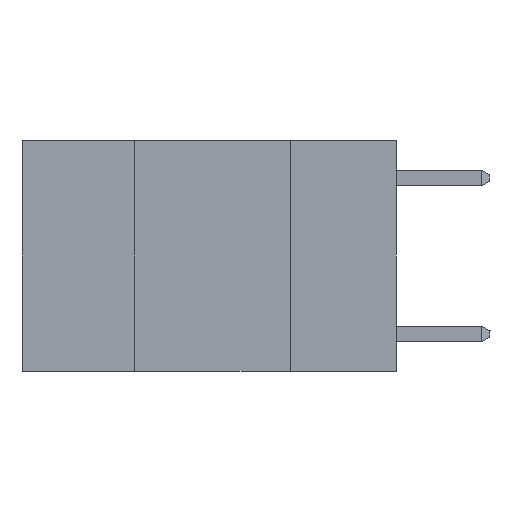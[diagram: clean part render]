
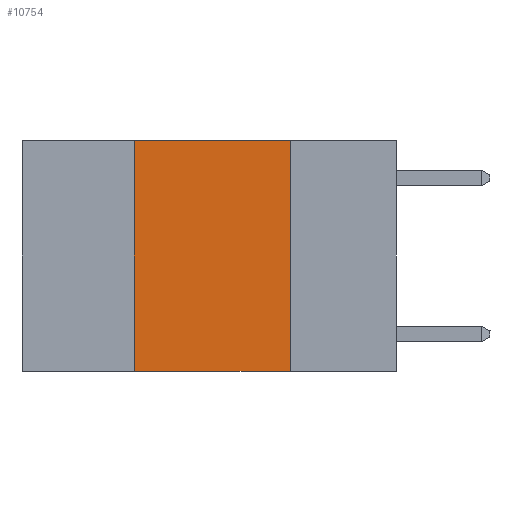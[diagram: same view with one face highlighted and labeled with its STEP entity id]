
A CAD part, left-side view. The second image highlights one B-rep face of the part: STEP entity #10754.
In plain terms, the highlighted planar face has unit normal (-1, 0, 0).
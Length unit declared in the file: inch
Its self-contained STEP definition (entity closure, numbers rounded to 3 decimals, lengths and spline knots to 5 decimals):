
#1512 = DIRECTION ( 'NONE',  ( 0., -1., 0. ) ) ;
#1641 = VERTEX_POINT ( 'NONE', #11010 ) ;
#2233 = EDGE_CURVE ( 'NONE', #9347, #7804, #2992, .T. ) ;
#2749 = LINE ( 'NONE', #3355, #11923 ) ;
#2992 = LINE ( 'NONE', #10846, #8200 ) ;
#3354 = DIRECTION ( 'NONE',  ( 0., 0., 1. ) ) ;
#3355 = CARTESIAN_POINT ( 'NONE',  ( 0., 0.6, -0.37 ) ) ;
#3508 = DIRECTION ( 'NONE',  ( 1., 0., 0. ) ) ;
#3517 = EDGE_CURVE ( 'NONE', #10934, #1641, #5822, .T. ) ;
#3678 = DIRECTION ( 'NONE',  ( 0., -1., 0. ) ) ;
#4122 = ORIENTED_EDGE ( 'NONE', *, *, #2233, .F. ) ;
#5822 = LINE ( 'NONE', #10408, #10495 ) ;
#5920 = LINE ( 'NONE', #8557, #10579 ) ;
#6340 = EDGE_CURVE ( 'NONE', #9347, #1641, #2749, .T. ) ;
#6445 = ORIENTED_EDGE ( 'NONE', *, *, #6340, .T. ) ;
#6550 = CARTESIAN_POINT ( 'NONE',  ( 0., 0.17, 0. ) ) ;
#7402 = PLANE ( 'NONE',  #10691 ) ;
#7439 = ORIENTED_EDGE ( 'NONE', *, *, #3517, .F. ) ;
#7537 = EDGE_LOOP ( 'NONE', ( #7439, #7644, #4122, #6445 ) ) ;
#7624 = FACE_OUTER_BOUND ( 'NONE', #7537, .T. ) ;
#7644 = ORIENTED_EDGE ( 'NONE', *, *, #8486, .F. ) ;
#7804 = VERTEX_POINT ( 'NONE', #11013 ) ;
#8200 = VECTOR ( 'NONE', #3354, 39.37008 ) ;
#8486 = EDGE_CURVE ( 'NONE', #7804, #10934, #5920, .T. ) ;
#8557 = CARTESIAN_POINT ( 'NONE',  ( 0., 0.6, 0. ) ) ;
#9292 = CARTESIAN_POINT ( 'NONE',  ( 0., 0.6, 0. ) ) ;
#9347 = VERTEX_POINT ( 'NONE', #10211 ) ;
#10147 = DIRECTION ( 'NONE',  ( 0., 0., -1. ) ) ;
#10211 = CARTESIAN_POINT ( 'NONE',  ( 0., 0.42, -0.37 ) ) ;
#10408 = CARTESIAN_POINT ( 'NONE',  ( 0., 0.17, 0. ) ) ;
#10495 = VECTOR ( 'NONE', #11220, 39.37008 ) ;
#10579 = VECTOR ( 'NONE', #3678, 39.37008 ) ;
#10691 = AXIS2_PLACEMENT_3D ( 'NONE', #9292, #3508, #10147 ) ;
#10754 = ADVANCED_FACE ( 'NONE', ( #7624 ), #7402, .F. ) ;
#10846 = CARTESIAN_POINT ( 'NONE',  ( 0., 0.42, 0. ) ) ;
#10934 = VERTEX_POINT ( 'NONE', #6550 ) ;
#11010 = CARTESIAN_POINT ( 'NONE',  ( 0., 0.17, -0.37 ) ) ;
#11013 = CARTESIAN_POINT ( 'NONE',  ( 0., 0.42, 0. ) ) ;
#11220 = DIRECTION ( 'NONE',  ( 0., 0., -1. ) ) ;
#11923 = VECTOR ( 'NONE', #1512, 39.37008 ) ;
